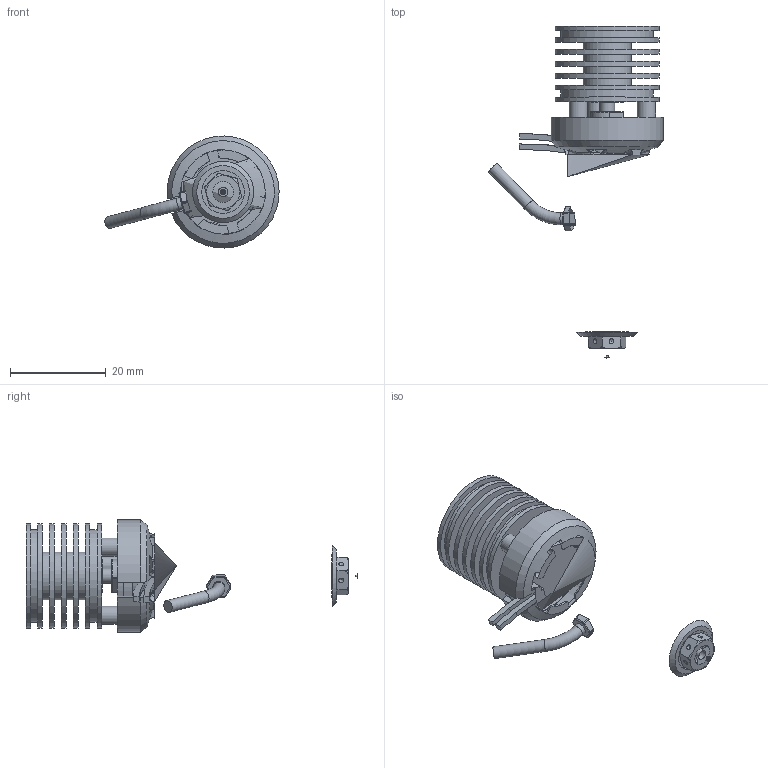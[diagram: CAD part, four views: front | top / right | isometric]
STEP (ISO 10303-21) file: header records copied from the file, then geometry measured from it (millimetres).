
FILE_DESCRIPTION(/* description */ (''),/* implementation_level */ '2;1');
FILE_NAME(/* name */ 'hotend.step',/* time_stamp */ '2023-03-16T18:14:25+01:00',/* author */ (''),/* organization */ (''),/* preprocessor_version */ 'ST-DEVELOPER v19.2',/* originating_system */ 'Autodesk Translation Framework v11.17.0.187',/* authorisation */ '');
FILE_SCHEMA (('AUTOMOTIVE_DESIGN { 1 0 10303 214 3 1 1 }'));
Length unit declared in the file: millimetre
Products named in the file (1): CF_mod_v3
Bounding box: 36.37 x 69.25 x 23.38 mm (x, y, z)
Volume: 13213 mm3; surface area: 8664 mm2
Topology: 1 solids, 1 shells, 239 faces, 567 edges, 353 vertices
Faces by surface type: cylinder 89, plane 81, bspline 22, cone 21, torus 14, sphere 12
Full cylindrical faces by diameter (mm): 0.4 x1, 1.623 x3, 2 x1, 2.075 x4, 2.2 x3, 2.4 x3, 2.5 x2, 3.15 x1, 3.8 x3, 4.3 x1, 5 x1, 7.05 x1, 8.89 x1, 10 x4, 19.4 x2, 21.8 x7
Entity records: 8151 total; most frequent: CARTESIAN_POINT 2509, DIRECTION 1171, ORIENTED_EDGE 1128, EDGE_CURVE 564, AXIS2_PLACEMENT_3D 494, VERTEX_POINT 353, EDGE_LOOP 289, CIRCLE 247
